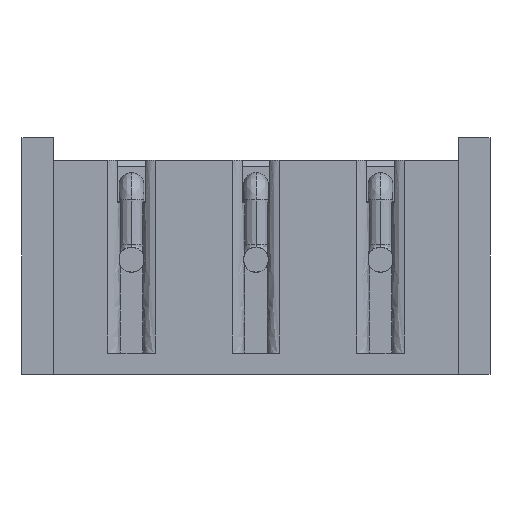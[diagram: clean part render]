
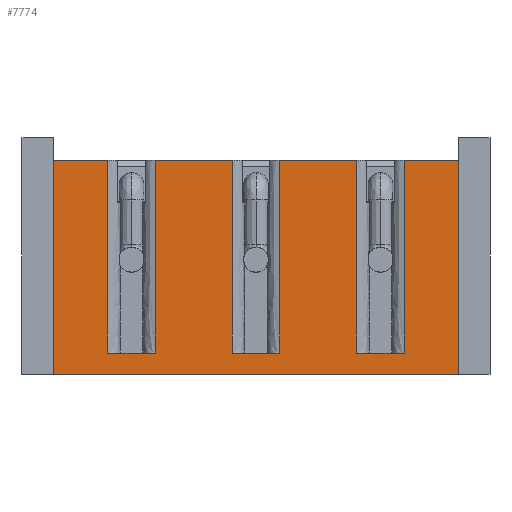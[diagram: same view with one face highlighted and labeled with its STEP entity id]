
A CAD part, left-side view. The second image highlights one B-rep face of the part: STEP entity #7774.
In plain terms, the highlighted free-form (B-spline) face has degree [1, 1] with [2, 2] control points.
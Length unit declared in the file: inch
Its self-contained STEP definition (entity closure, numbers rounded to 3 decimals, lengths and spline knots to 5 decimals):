
#1030=DIRECTION('',(0.,1.,0.));
#1031=VECTOR('',#1030,0.062);
#1032=CARTESIAN_POINT('',(-0.188,0.019,0.172));
#1033=LINE('',#1032,#1031);
#1060=DIRECTION('',(0.,1.,0.));
#1061=VECTOR('',#1060,0.062);
#1062=CARTESIAN_POINT('',(-0.188,-0.081,0.172));
#1063=LINE('',#1062,#1061);
#1189=DIRECTION('',(0.,1.,0.));
#1190=VECTOR('',#1189,0.044);
#1191=CARTESIAN_POINT('',(-0.188,-0.163,0.172));
#1192=LINE('',#1191,#1190);
#1312=DIRECTION('',(0.,1.,0.));
#1313=VECTOR('',#1312,0.044);
#1314=CARTESIAN_POINT('',(-0.188,0.119,0.172));
#1315=LINE('',#1314,#1313);
#1361=DIRECTION('',(0.,0.,-1.));
#1362=VECTOR('',#1361,0.155);
#1363=CARTESIAN_POINT('',(-0.188,0.081,0.172));
#1364=LINE('',#1363,#1362);
#1545=DIRECTION('',(0.,0.,1.));
#1546=VECTOR('',#1545,0.155);
#1547=CARTESIAN_POINT('',(-0.188,0.119,0.017));
#1548=LINE('',#1547,#1546);
#1847=DIRECTION('',(0.,1.,0.));
#1848=VECTOR('',#1847,0.038);
#1849=CARTESIAN_POINT('',(-0.188,0.081,0.017));
#1850=LINE('',#1849,#1848);
#1898=DIRECTION('',(0.,0.,-1.));
#1899=VECTOR('',#1898,0.172);
#1900=CARTESIAN_POINT('',(-0.188,-0.163,0.172));
#1901=LINE('',#1900,#1899);
#1919=DIRECTION('',(0.,0.,-1.));
#1920=VECTOR('',#1919,0.172);
#1921=CARTESIAN_POINT('',(-0.188,0.163,0.172));
#1922=LINE('',#1921,#1920);
#2145=DIRECTION('',(0.,1.,0.));
#2146=VECTOR('',#2145,0.326);
#2147=CARTESIAN_POINT('',(-0.188,-0.163,0.));
#2148=LINE('',#2147,#2146);
#2483=DIRECTION('',(0.,0.,1.));
#2484=VECTOR('',#2483,0.155);
#2485=CARTESIAN_POINT('',(-0.188,0.019,0.017));
#2486=LINE('',#2485,#2484);
#2620=DIRECTION('',(0.,0.,-1.));
#2621=VECTOR('',#2620,0.155);
#2622=CARTESIAN_POINT('',(-0.188,-0.019,0.172));
#2623=LINE('',#2622,#2621);
#2939=DIRECTION('',(0.,1.,0.));
#2940=VECTOR('',#2939,0.038);
#2941=CARTESIAN_POINT('',(-0.188,-0.019,0.017));
#2942=LINE('',#2941,#2940);
#3167=DIRECTION('',(0.,0.,1.));
#3168=VECTOR('',#3167,0.155);
#3169=CARTESIAN_POINT('',(-0.188,-0.081,0.017));
#3170=LINE('',#3169,#3168);
#3304=DIRECTION('',(0.,0.,-1.));
#3305=VECTOR('',#3304,0.155);
#3306=CARTESIAN_POINT('',(-0.188,-0.119,0.172));
#3307=LINE('',#3306,#3305);
#3534=DIRECTION('',(0.,1.,0.));
#3535=VECTOR('',#3534,0.038);
#3536=CARTESIAN_POINT('',(-0.188,-0.119,0.017));
#3537=LINE('',#3536,#3535);
#4982=CARTESIAN_POINT('',(-0.188,-0.163,0.));
#4984=VERTEX_POINT('',#4982);
#4985=CARTESIAN_POINT('',(-0.188,0.163,0.));
#4986=VERTEX_POINT('',#4985);
#5149=CARTESIAN_POINT('',(-0.188,0.019,0.017));
#5150=VERTEX_POINT('',#5149);
#5151=CARTESIAN_POINT('',(-0.188,0.019,0.172));
#5152=VERTEX_POINT('',#5151);
#5179=CARTESIAN_POINT('',(-0.188,-0.019,0.017));
#5180=VERTEX_POINT('',#5179);
#5181=CARTESIAN_POINT('',(-0.188,-0.019,0.172));
#5182=VERTEX_POINT('',#5181);
#5201=CARTESIAN_POINT('',(-0.188,0.081,0.172));
#5202=VERTEX_POINT('',#5201);
#5209=CARTESIAN_POINT('',(-0.188,0.081,0.017));
#5210=VERTEX_POINT('',#5209);
#5233=CARTESIAN_POINT('',(-0.188,0.119,0.017));
#5234=VERTEX_POINT('',#5233);
#5235=CARTESIAN_POINT('',(-0.188,0.119,0.172));
#5236=VERTEX_POINT('',#5235);
#5257=CARTESIAN_POINT('',(-0.188,-0.081,0.172));
#5258=VERTEX_POINT('',#5257);
#5265=CARTESIAN_POINT('',(-0.188,-0.081,0.017));
#5266=VERTEX_POINT('',#5265);
#5289=CARTESIAN_POINT('',(-0.188,-0.119,0.017));
#5290=VERTEX_POINT('',#5289);
#5291=CARTESIAN_POINT('',(-0.188,-0.119,0.172));
#5292=VERTEX_POINT('',#5291);
#5351=CARTESIAN_POINT('',(-0.188,-0.163,0.172));
#5352=VERTEX_POINT('',#5351);
#5365=CARTESIAN_POINT('',(-0.188,0.163,0.172));
#5366=VERTEX_POINT('',#5365);
#7742=CARTESIAN_POINT('',(-0.188,-0.16952,-0.00344));
#7743=CARTESIAN_POINT('',(-0.188,-0.16952,0.17544));
#7744=CARTESIAN_POINT('',(-0.188,0.16952,-0.00344));
#7745=CARTESIAN_POINT('',(-0.188,0.16952,0.17544));
#7746=B_SPLINE_SURFACE_WITH_KNOTS('',1,1,((#7742,#7743),(#7744,#7745)),
.UNSPECIFIED.,.F.,.F.,.F.,(2,2),(2,2),(-0.00652,0.33252),(-0.17544,0.00344),
.UNSPECIFIED.);
#7748=ORIENTED_EDGE('',*,*,#7747,.F.);
#7749=ORIENTED_EDGE('',*,*,#6931,.F.);
#7750=ORIENTED_EDGE('',*,*,#7181,.F.);
#7751=ORIENTED_EDGE('',*,*,#7728,.F.);
#7752=ORIENTED_EDGE('',*,*,#6992,.F.);
#7753=ORIENTED_EDGE('',*,*,#6836,.F.);
#7755=ORIENTED_EDGE('',*,*,#7754,.F.);
#7757=ORIENTED_EDGE('',*,*,#7756,.F.);
#7759=ORIENTED_EDGE('',*,*,#7758,.F.);
#7760=ORIENTED_EDGE('',*,*,#6852,.F.);
#7762=ORIENTED_EDGE('',*,*,#7761,.F.);
#7764=ORIENTED_EDGE('',*,*,#7763,.F.);
#7766=ORIENTED_EDGE('',*,*,#7765,.F.);
#7767=ORIENTED_EDGE('',*,*,#6895,.F.);
#7769=ORIENTED_EDGE('',*,*,#7768,.T.);
#7771=ORIENTED_EDGE('',*,*,#7770,.T.);
#7772=EDGE_LOOP('',(#7748,#7749,#7750,#7751,#7752,#7753,#7755,#7757,#7759,#7760,
#7762,#7764,#7766,#7767,#7769,#7771));
#7773=FACE_OUTER_BOUND('',#7772,.F.);
#7774=ADVANCED_FACE('',(#7773),#7746,.F.);
#6836=EDGE_CURVE('',#5152,#5202,#1033,.T.);
#6852=EDGE_CURVE('',#5258,#5182,#1063,.T.);
#6895=EDGE_CURVE('',#5352,#5292,#1192,.T.);
#6931=EDGE_CURVE('',#5236,#5366,#1315,.T.);
#6992=EDGE_CURVE('',#5202,#5210,#1364,.T.);
#7181=EDGE_CURVE('',#5234,#5236,#1548,.T.);
#7728=EDGE_CURVE('',#5210,#5234,#1850,.T.);
#7747=EDGE_CURVE('',#5366,#4986,#1922,.T.);
#7754=EDGE_CURVE('',#5150,#5152,#2486,.T.);
#7756=EDGE_CURVE('',#5180,#5150,#2942,.T.);
#7758=EDGE_CURVE('',#5182,#5180,#2623,.T.);
#7761=EDGE_CURVE('',#5266,#5258,#3170,.T.);
#7763=EDGE_CURVE('',#5290,#5266,#3537,.T.);
#7765=EDGE_CURVE('',#5292,#5290,#3307,.T.);
#7768=EDGE_CURVE('',#5352,#4984,#1901,.T.);
#7770=EDGE_CURVE('',#4984,#4986,#2148,.T.);
